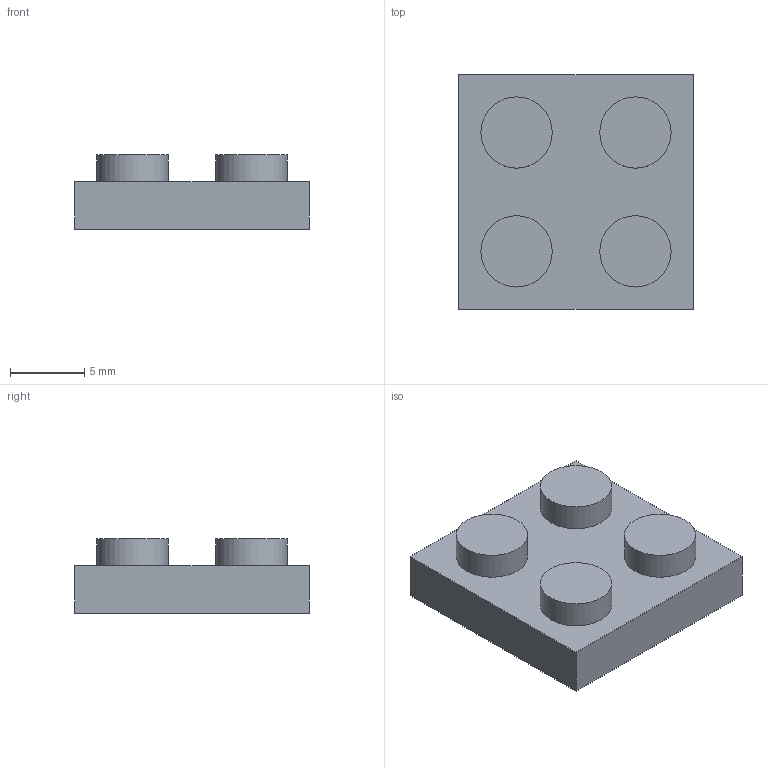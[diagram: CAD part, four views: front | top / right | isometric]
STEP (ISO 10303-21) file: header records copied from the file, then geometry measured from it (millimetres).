
FILE_DESCRIPTION(('Zoo Text-to-CAD'),'1');
FILE_NAME('Zoo Text-to-CAD model','2024-09-02T12:26:57',('Author'),('Zoo'),'Zoo Text-to-CAD','text-to-cad.zoo.dev','Unknown');
FILE_SCHEMA(('AUTOMOTIVE_DESIGN { 1 0 10303 214 1 1 1 1 }'));
Length unit declared in the file: millimetre
Products named in the file (1): Zoo Text-to-CAD
Bounding box: 15.8 x 15.8 x 5 mm (x, y, z)
Volume: 676.3 mm3; surface area: 957.5 mm2
Topology: 1 solids, 1 shells, 23 faces, 42 edges, 28 vertices
Faces by surface type: plane 17, cylinder 6
Full cylindrical faces by diameter (mm): 4.8 x5, 6.5 x1
Entity records: 1108 total; most frequent: CARTESIAN_POINT 194, DIRECTION 170, LINE 86, VECTOR 86, ORIENTED_EDGE 84, PCURVE 84, DEFINITIONAL_REPRESENTATION 84, EDGE_CURVE 42
